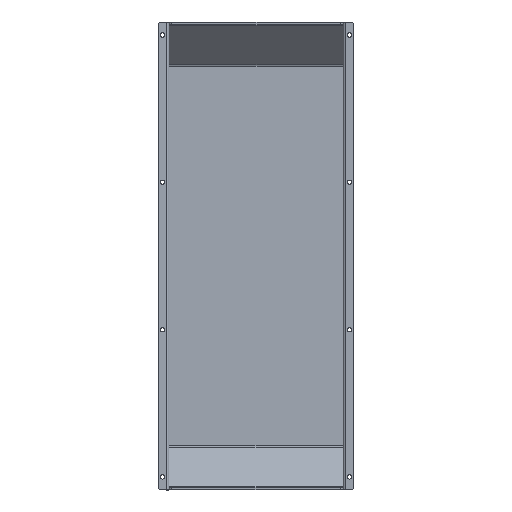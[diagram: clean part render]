
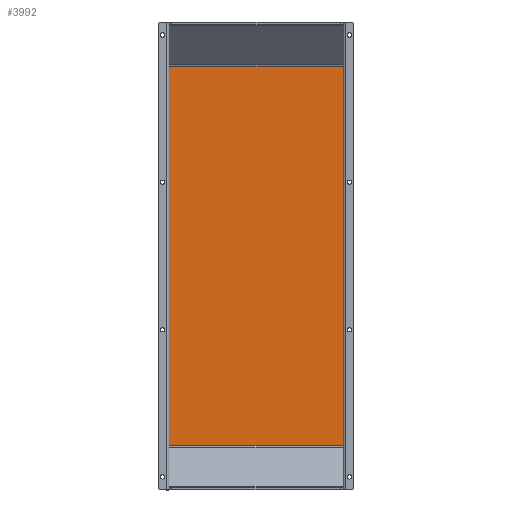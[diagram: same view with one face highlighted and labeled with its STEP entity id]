
A CAD part, top view. The second image highlights one B-rep face of the part: STEP entity #3992.
In plain terms, the highlighted planar face has unit normal (0, 0, 1).
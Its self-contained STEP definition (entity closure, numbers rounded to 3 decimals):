
#217=PLANE('',#4512);
#424=FACE_OUTER_BOUND('',#743,.T.);
#743=EDGE_LOOP('',(#3546,#3547,#3548,#3549));
#907=LINE('',#6343,#1171);
#1002=LINE('',#6794,#1266);
#1042=LINE('',#6900,#1306);
#1044=LINE('',#6909,#1308);
#1171=VECTOR('',#5133,10.);
#1266=VECTOR('',#5648,10.);
#1306=VECTOR('',#5764,10.);
#1308=VECTOR('',#5780,10.);
#1757=VERTEX_POINT('',#6234);
#1786=VERTEX_POINT('',#6323);
#1932=VERTEX_POINT('',#6788);
#1960=VERTEX_POINT('',#6894);
#2233=EDGE_CURVE('',#1757,#1786,#907,.T.);
#2458=EDGE_CURVE('',#1932,#1757,#1002,.T.);
#2512=EDGE_CURVE('',#1960,#1786,#1042,.T.);
#2516=EDGE_CURVE('',#1932,#1960,#1044,.T.);
#3546=ORIENTED_EDGE('',*,*,#2512,.T.);
#3547=ORIENTED_EDGE('',*,*,#2233,.F.);
#3548=ORIENTED_EDGE('',*,*,#2458,.F.);
#3549=ORIENTED_EDGE('',*,*,#2516,.T.);
#3992=ADVANCED_FACE('',(#424),#217,.F.);
#4512=AXIS2_PLACEMENT_3D('',#6908,#5778,#5779);
#5133=DIRECTION('',(0.,-1.,0.));
#5648=DIRECTION('',(1.,0.,0.));
#5764=DIRECTION('',(1.,0.,0.));
#5778=DIRECTION('center_axis',(0.,0.,
-1.));
#5779=DIRECTION('ref_axis',(1.,0.,0.));
#5780=DIRECTION('',(0.,-1.,0.));
#6234=CARTESIAN_POINT('',(131.999,355.468,119.145));
#6323=CARTESIAN_POINT('',(131.999,63.593,119.145));
#6343=CARTESIAN_POINT('',(131.999,209.53,119.145));
#6788=CARTESIAN_POINT('',(-1.999,355.468,119.145));
#6794=CARTESIAN_POINT('',(-2.,355.468,119.145));
#6894=CARTESIAN_POINT('',(-1.999,63.593,119.145));
#6900=CARTESIAN_POINT('',(-2.,63.593,119.145));
#6908=CARTESIAN_POINT('Origin',(-2.,209.53,119.145));
#6909=CARTESIAN_POINT('',(-1.999,209.53,119.145));
